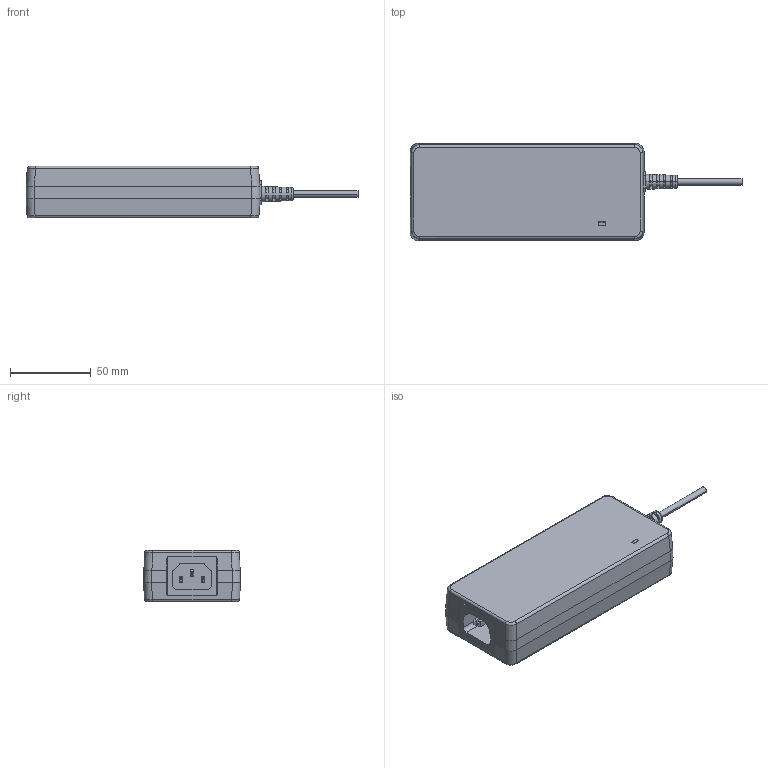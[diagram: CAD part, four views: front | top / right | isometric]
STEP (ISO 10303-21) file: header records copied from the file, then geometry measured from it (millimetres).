
FILE_DESCRIPTION(('Creo Elements/Direct Modeling STEP Export'),'2;1');
FILE_NAME('GSM-90.stp','2016-12-02T15:02:35',(''),(''),'PTC Creo Elements/Direct Modeling STEP processor for AP214 (Solid Model)','PTC Creo Elements/Direct Modeling 19.0 09-May-2014 (C) Parametric Technology GmbH','');
FILE_SCHEMA(('AUTOMOTIVE_DESIGN { 1 0 10303 214 1 1 1 1 }'));
Length unit declared in the file: millimetre
Products named in the file (3): ÊU£\; a4; GSM-90
Assembly tree (2 placements, depth 3):
  GSM-90
    a4
      ÊU£\
Bounding box: 205.7 x 60.16 x 32 mm (x, y, z)
Volume: 71944.3 mm3; surface area: 69009 mm2
Topology: 1 solids, 1 shells, 551 faces, 1462 edges, 956 vertices
Faces by surface type: plane 360, cylinder 171, cone 10, bspline 8, torus 2
Entity records: 17729 total; most frequent: CARTESIAN_POINT 4159, ORIENTED_EDGE 2912, DIRECTION 2646, EDGE_CURVE 1454, VECTOR 1014, LINE 1014, VERTEX_POINT 952, AXIS2_PLACEMENT_3D 816
